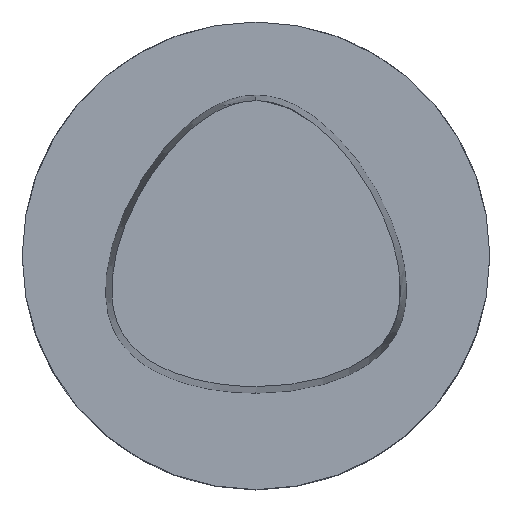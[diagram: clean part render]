
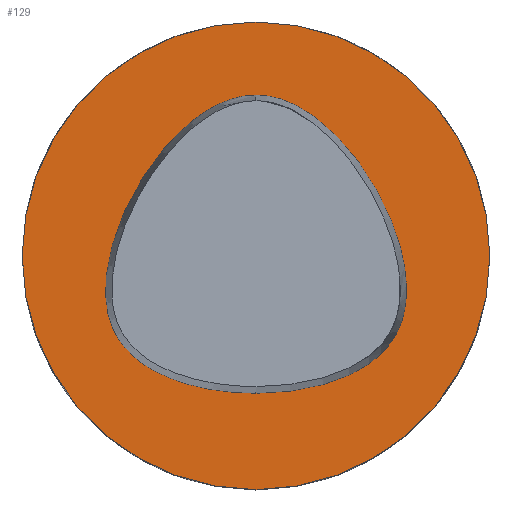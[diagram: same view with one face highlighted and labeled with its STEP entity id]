
A CAD part, top view. The second image highlights one B-rep face of the part: STEP entity #129.
In plain terms, the highlighted planar face has unit normal (0, 0, 1).
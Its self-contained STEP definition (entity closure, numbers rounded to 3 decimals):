
#57=FACE_BOUND('',#187,.T.);
#58=FACE_BOUND('',#188,.T.);
#79=CIRCLE('',#411,40.);
#129=ADVANCED_FACE('',(#57,#58),#152,.T.);
#152=PLANE('',#412);
#187=EDGE_LOOP('',(#232));
#188=EDGE_LOOP('',(#233,#234));
#232=ORIENTED_EDGE('',*,*,#335,.T.);
#233=ORIENTED_EDGE('',*,*,#333,.F.);
#234=ORIENTED_EDGE('',*,*,#334,.F.);
#302=VERTEX_POINT('',#604);
#303=VERTEX_POINT('',#606);
#304=VERTEX_POINT('',#814);
#333=EDGE_CURVE('',#303,#302,#370,.T.);
#334=EDGE_CURVE('',#302,#303,#371,.T.);
#335=EDGE_CURVE('',#304,#304,#79,.T.);
#370=B_SPLINE_CURVE_WITH_KNOTS('',3,(#607,#608,#609,#610,#611,#612),
 .UNSPECIFIED.,.F.,.F.,(4,1,1,4),(0.,0.333,0.667,1.),
 .UNSPECIFIED.);
#371=B_SPLINE_CURVE_WITH_KNOTS('',3,(#681,#682,#683,#684,#685,#686),
 .UNSPECIFIED.,.F.,.F.,(4,1,1,4),(0.,0.333,0.667,1.),
 .UNSPECIFIED.);
#411=AXIS2_PLACEMENT_3D('',#813,#464,#465);
#412=AXIS2_PLACEMENT_3D('',#815,#466,#467);
#464=DIRECTION('',(0.,0.,1.));
#465=DIRECTION('',(-1.,0.,0.));
#466=DIRECTION('',(0.,0.,1.));
#467=DIRECTION('',(-1.,0.,0.));
#604=CARTESIAN_POINT('',(0.,-23.5,0.));
#606=CARTESIAN_POINT('',(0.,27.5,0.));
#607=CARTESIAN_POINT('',(0.,27.5,0.));
#608=CARTESIAN_POINT('',(-7.679,27.5,0.));
#609=CARTESIAN_POINT('',(-23.036,13.3,0.));
#610=CARTESIAN_POINT('',(-29.964,-17.3,0.));
#611=CARTESIAN_POINT('',(-9.988,-23.5,0.));
#612=CARTESIAN_POINT('',(0.,-23.5,0.));
#681=CARTESIAN_POINT('',(0.,-23.5,0.));
#682=CARTESIAN_POINT('',(9.988,-23.5,0.));
#683=CARTESIAN_POINT('',(29.964,-17.3,0.));
#684=CARTESIAN_POINT('',(23.036,13.3,0.));
#685=CARTESIAN_POINT('',(7.679,27.5,0.));
#686=CARTESIAN_POINT('',(0.,27.5,0.));
#813=CARTESIAN_POINT('',(0.,0.,0.));
#814=CARTESIAN_POINT('',(-40.,0.,0.));
#815=CARTESIAN_POINT('',(0.,0.,0.));
